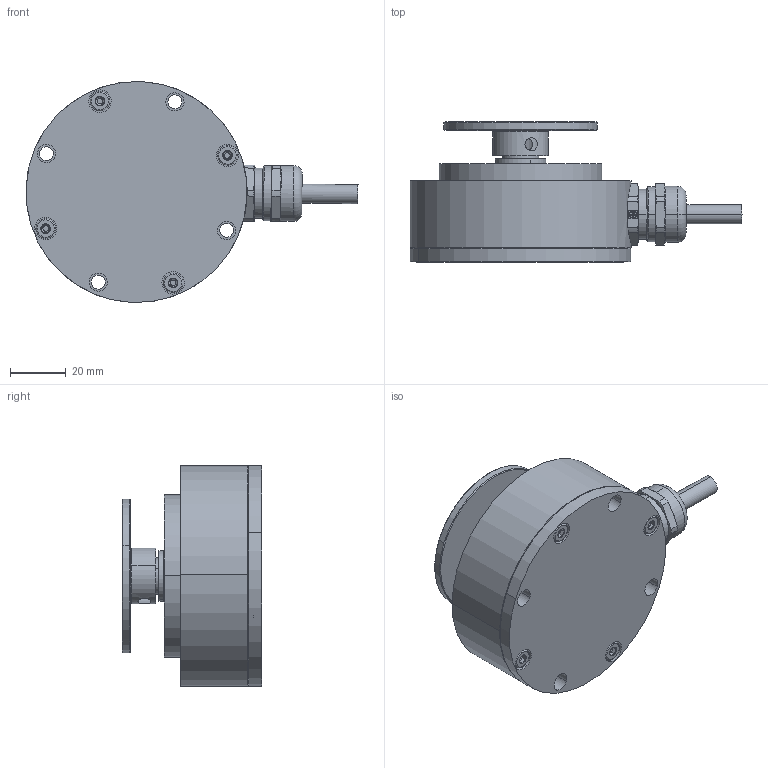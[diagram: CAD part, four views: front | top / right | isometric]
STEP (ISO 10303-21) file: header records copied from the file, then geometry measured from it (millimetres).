
FILE_DESCRIPTION (( 'STEP AP214' ), '1' );
FILE_NAME ('Gehaeuse_Code_1_Welle_Code_01_el_Abg_202 .STEP', '2012-05-29T11:12:42', ( 'dummy' ), ( '' ), 'SwSTEP 2.0', 'SolidWorks 2011', '' );
FILE_SCHEMA (( 'AUTOMOTIVE_DESIGN' ));
Length unit declared in the file: millimetre
Products named in the file (1): Gehaeuse_Code_1_Welle_Code_01_el_Abg_202 
Bounding box: 118.63 x 50 x 79 mm (x, y, z)
Surface area: 30055.8 mm2 (no closed solid volume)
Topology: 0 solids, 12 shells, 223 faces, 607 edges, 386 vertices
Faces by surface type: cylinder 75, cone 70, plane 66, torus 10, bspline 2
Entity records: 10160 total; most frequent: CARTESIAN_POINT 2049, DIRECTION 1267, ORIENTED_EDGE 1032, EDGE_CURVE 607, AXIS2_PLACEMENT_3D 516, VERTEX_POINT 386, CIRCLE 294, EDGE_LOOP 264
